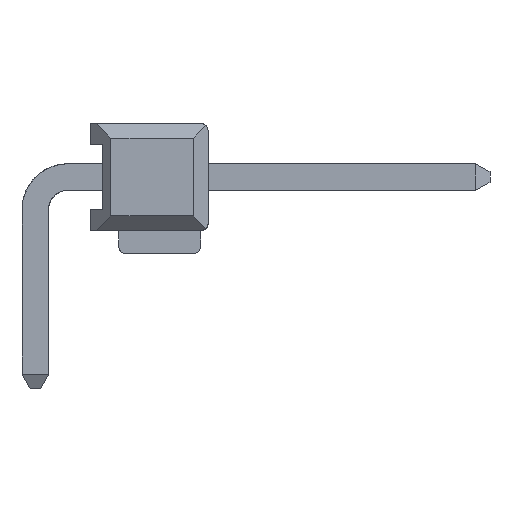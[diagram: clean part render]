
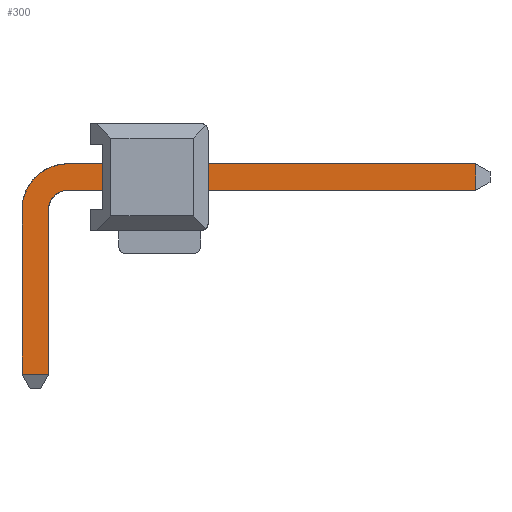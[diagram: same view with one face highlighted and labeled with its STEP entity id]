
A CAD part, left-side view. The second image highlights one B-rep face of the part: STEP entity #300.
In plain terms, the highlighted planar face has unit normal (-1, -0.003, 0).
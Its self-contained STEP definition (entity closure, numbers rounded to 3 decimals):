
#300=ADVANCED_FACE('',(#390),#3329,.T.);
#390=FACE_OUTER_BOUND('',#482,.T.);
#482=EDGE_LOOP('',(#788,#789,#790,#791));
#788=ORIENTED_EDGE('',*,*,#2922,.T.);
#789=ORIENTED_EDGE('',*,*,#2923,.T.);
#790=ORIENTED_EDGE('',*,*,#2924,.T.);
#791=ORIENTED_EDGE('',*,*,#2925,.T.);
#1240=PCURVE('',#3329,#1692);
#1241=PCURVE('',#3329,#1693);
#1242=PCURVE('',#3329,#1694);
#1243=PCURVE('',#3329,#1695);
#1692=DEFINITIONAL_REPRESENTATION('',(#3062),#6181);
#1693=DEFINITIONAL_REPRESENTATION('',(#3064),#6181);
#1694=DEFINITIONAL_REPRESENTATION('',(#3066),#6181);
#1695=DEFINITIONAL_REPRESENTATION('',(#3068),#6181);
#2668=SURFACE_CURVE('',#3061,(#1240),.PCURVE_S1.);
#2669=SURFACE_CURVE('',#3063,(#1241),.PCURVE_S1.);
#2670=SURFACE_CURVE('',#3065,(#1242),.PCURVE_S1.);
#2671=SURFACE_CURVE('',#3067,(#1243),.PCURVE_S1.);
#2922=EDGE_CURVE('',#3211,#3214,#2668,.T.);
#2923=EDGE_CURVE('',#3214,#3213,#2669,.T.);
#2924=EDGE_CURVE('',#3213,#3212,#2670,.T.);
#2925=EDGE_CURVE('',#3212,#3211,#2671,.T.);
#3061=(
BOUNDED_CURVE()
B_SPLINE_CURVE(2,(#5271,#5272,#5273),.UNSPECIFIED.,.F.,.F.)
B_SPLINE_CURVE_WITH_KNOTS((3,3),(-31.5,-30.87),
 .UNSPECIFIED.)
CURVE()
GEOMETRIC_REPRESENTATION_ITEM()
RATIONAL_B_SPLINE_CURVE((1.,1.,1.))
REPRESENTATION_ITEM('')
);
#3062=(
BOUNDED_CURVE()
B_SPLINE_CURVE(2,(#5274,#5275,#5276),.UNSPECIFIED.,.F.,.F.)
B_SPLINE_CURVE_WITH_KNOTS((3,3),(-31.5,-30.87),
 .UNSPECIFIED.)
CURVE()
GEOMETRIC_REPRESENTATION_ITEM()
RATIONAL_B_SPLINE_CURVE((1.,1.,1.))
REPRESENTATION_ITEM('')
);
#3063=(
BOUNDED_CURVE()
B_SPLINE_CURVE(2,(#5277,#5278,#5279,#5280,#5281,#5282,#5283),
 .UNSPECIFIED.,.F.,.F.)
B_SPLINE_CURVE_WITH_KNOTS((3,2,2,3),(-30.87,-23.432,
-21.728,-18.725),.UNSPECIFIED.)
CURVE()
GEOMETRIC_REPRESENTATION_ITEM()
RATIONAL_B_SPLINE_CURVE((1.,1.,1.,0.707,1.,1.,1.))
REPRESENTATION_ITEM('')
);
#3064=(
BOUNDED_CURVE()
B_SPLINE_CURVE(2,(#5284,#5285,#5286,#5287,#5288,#5289,#5290),
 .UNSPECIFIED.,.F.,.F.)
B_SPLINE_CURVE_WITH_KNOTS((3,2,2,3),(-30.87,-23.432,
-21.728,-18.725),.UNSPECIFIED.)
CURVE()
GEOMETRIC_REPRESENTATION_ITEM()
RATIONAL_B_SPLINE_CURVE((1.,1.,1.,0.707,1.,1.,1.))
REPRESENTATION_ITEM('')
);
#3065=(
BOUNDED_CURVE()
B_SPLINE_CURVE(2,(#5291,#5292,#5293),.UNSPECIFIED.,.F.,.F.)
B_SPLINE_CURVE_WITH_KNOTS((3,3),(-18.725,-18.095),
 .UNSPECIFIED.)
CURVE()
GEOMETRIC_REPRESENTATION_ITEM()
RATIONAL_B_SPLINE_CURVE((1.,1.,1.))
REPRESENTATION_ITEM('')
);
#3066=(
BOUNDED_CURVE()
B_SPLINE_CURVE(2,(#5294,#5295,#5296),.UNSPECIFIED.,.F.,.F.)
B_SPLINE_CURVE_WITH_KNOTS((3,3),(-18.725,-18.095),
 .UNSPECIFIED.)
CURVE()
GEOMETRIC_REPRESENTATION_ITEM()
RATIONAL_B_SPLINE_CURVE((1.,1.,1.))
REPRESENTATION_ITEM('')
);
#3067=(
BOUNDED_CURVE()
B_SPLINE_CURVE(2,(#5297,#5298,#5299,#5300,#5301,#5302,#5303),
 .UNSPECIFIED.,.F.,.F.)
B_SPLINE_CURVE_WITH_KNOTS((3,2,2,3),(-18.095,-15.093,
-14.378,-6.94),.UNSPECIFIED.)
CURVE()
GEOMETRIC_REPRESENTATION_ITEM()
RATIONAL_B_SPLINE_CURVE((1.,1.,1.,0.707,1.,1.,1.))
REPRESENTATION_ITEM('')
);
#3068=(
BOUNDED_CURVE()
B_SPLINE_CURVE(2,(#5304,#5305,#5306,#5307,#5308,#5309,#5310),
 .UNSPECIFIED.,.F.,.F.)
B_SPLINE_CURVE_WITH_KNOTS((3,2,2,3),(-18.095,-15.093,
-14.378,-6.94),.UNSPECIFIED.)
CURVE()
GEOMETRIC_REPRESENTATION_ITEM()
RATIONAL_B_SPLINE_CURVE((1.,1.,1.,0.707,1.,1.,1.))
REPRESENTATION_ITEM('')
);
#3211=VERTEX_POINT('',#5267);
#3212=VERTEX_POINT('',#5268);
#3213=VERTEX_POINT('',#5269);
#3214=VERTEX_POINT('',#5270);
#3329=PLANE('',#3439);
#3439=AXIS2_PLACEMENT_3D('',#5266,#3522,$);
#3522=DIRECTION('',(-1.,-0.003,0.));
#5266=CARTESIAN_POINT('',(-0.316,0.422,-2.91));
#5267=CARTESIAN_POINT('',(-0.288,-10.456,1.505));
#5268=CARTESIAN_POINT('',(-0.315,-0.316,-2.86));
#5269=CARTESIAN_POINT('',(-0.316,0.314,-2.86));
#5270=CARTESIAN_POINT('',(-0.288,-10.456,2.135));
#5271=CARTESIAN_POINT('',(-0.288,-10.456,1.505));
#5272=CARTESIAN_POINT('',(-0.288,-10.456,1.82));
#5273=CARTESIAN_POINT('',(-0.288,-10.456,2.135));
#5274=CARTESIAN_POINT('',(0.,0.));
#5275=CARTESIAN_POINT('',(0.,0.315));
#5276=CARTESIAN_POINT('',(0.,0.63));
#5277=CARTESIAN_POINT('',(-0.288,-10.456,2.135));
#5278=CARTESIAN_POINT('',(-0.3,-5.614,2.135));
#5279=CARTESIAN_POINT('',(-0.313,-0.771,2.135));
#5280=CARTESIAN_POINT('',(-0.316,0.314,2.135));
#5281=CARTESIAN_POINT('',(-0.316,0.314,1.05));
#5282=CARTESIAN_POINT('',(-0.316,0.314,-0.905));
#5283=CARTESIAN_POINT('',(-0.316,0.314,-2.86));
#5284=CARTESIAN_POINT('',(0.,0.63));
#5285=CARTESIAN_POINT('',(-4.843,0.63));
#5286=CARTESIAN_POINT('',(-9.686,0.63));
#5287=CARTESIAN_POINT('',(-10.771,0.63));
#5288=CARTESIAN_POINT('',(-10.771,-0.455));
#5289=CARTESIAN_POINT('',(-10.771,-2.41));
#5290=CARTESIAN_POINT('',(-10.771,-4.365));
#5291=CARTESIAN_POINT('',(-0.316,0.314,-2.86));
#5292=CARTESIAN_POINT('',(-0.315,-0.001,-2.86));
#5293=CARTESIAN_POINT('',(-0.315,-0.316,-2.86));
#5294=CARTESIAN_POINT('',(-10.771,-4.365));
#5295=CARTESIAN_POINT('',(-10.456,-4.365));
#5296=CARTESIAN_POINT('',(-10.141,-4.365));
#5297=CARTESIAN_POINT('',(-0.315,-0.316,-2.86));
#5298=CARTESIAN_POINT('',(-0.314,-0.316,-0.905));
#5299=CARTESIAN_POINT('',(-0.314,-0.316,1.05));
#5300=CARTESIAN_POINT('',(-0.314,-0.316,1.505));
#5301=CARTESIAN_POINT('',(-0.313,-0.771,1.505));
#5302=CARTESIAN_POINT('',(-0.3,-5.614,1.505));
#5303=CARTESIAN_POINT('',(-0.288,-10.456,1.505));
#5304=CARTESIAN_POINT('',(-10.141,-4.365));
#5305=CARTESIAN_POINT('',(-10.141,-2.41));
#5306=CARTESIAN_POINT('',(-10.141,-0.455));
#5307=CARTESIAN_POINT('',(-10.141,0.));
#5308=CARTESIAN_POINT('',(-9.686,0.));
#5309=CARTESIAN_POINT('',(-4.843,0.));
#5310=CARTESIAN_POINT('',(0.,0.));
#6181=(
GEOMETRIC_REPRESENTATION_CONTEXT(2)
PARAMETRIC_REPRESENTATION_CONTEXT()
REPRESENTATION_CONTEXT('pspace','')
);
